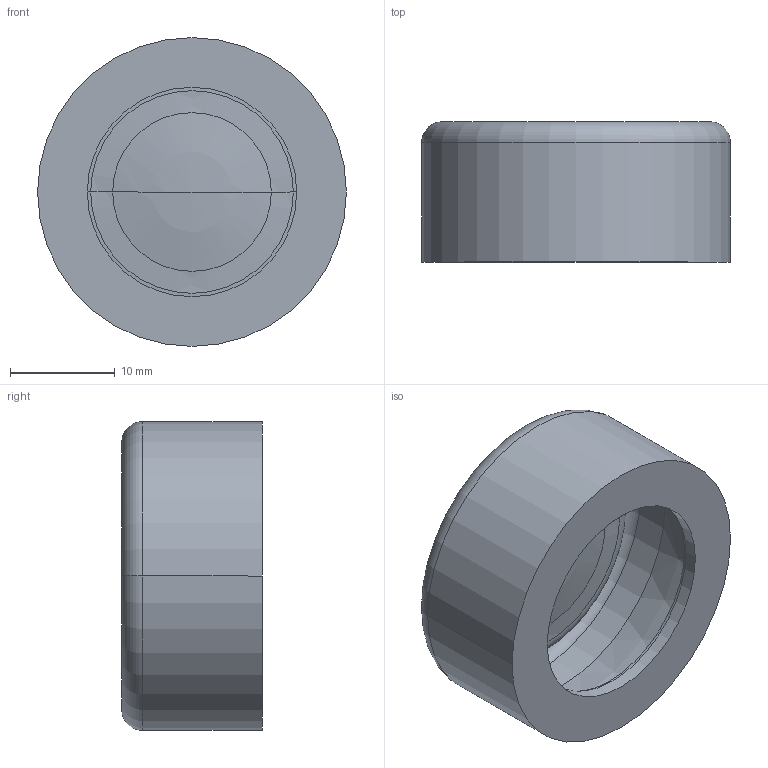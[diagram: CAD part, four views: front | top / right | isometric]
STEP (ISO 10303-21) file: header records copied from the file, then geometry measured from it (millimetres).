
FILE_DESCRIPTION(('STEP AP242'),'1');
FILE_NAME('zbpa.stp','2019-06-06T12:57:09',('TraceParts'),('TraceParts S.A.'),'Spatial InterOp 3D',' ',' ');
FILE_SCHEMA(('AP242_MANAGED_MODEL_BASED_3D_ENGINEERING_MIM_LF {1 0 10303 442 1 1 4}'));
Length unit declared in the file: millimetre
Products named in the file (1): zbpa
Bounding box: 29.5 x 13.41 x 29.5 mm (x, y, z)
Volume: 2144.7 mm3; surface area: 4270.8 mm2
Topology: 1 solids, 1 shells, 36 faces, 74 edges, 38 vertices
Faces by surface type: cone 12, torus 8, cylinder 6, bspline 4, sphere 4, plane 2
Entity records: 1025 total; most frequent: CARTESIAN_POINT 253, DIRECTION 188, ORIENTED_EDGE 140, AXIS2_PLACEMENT_3D 85, EDGE_CURVE 70, CIRCLE 52, EDGE_LOOP 38, VERTEX_POINT 38
